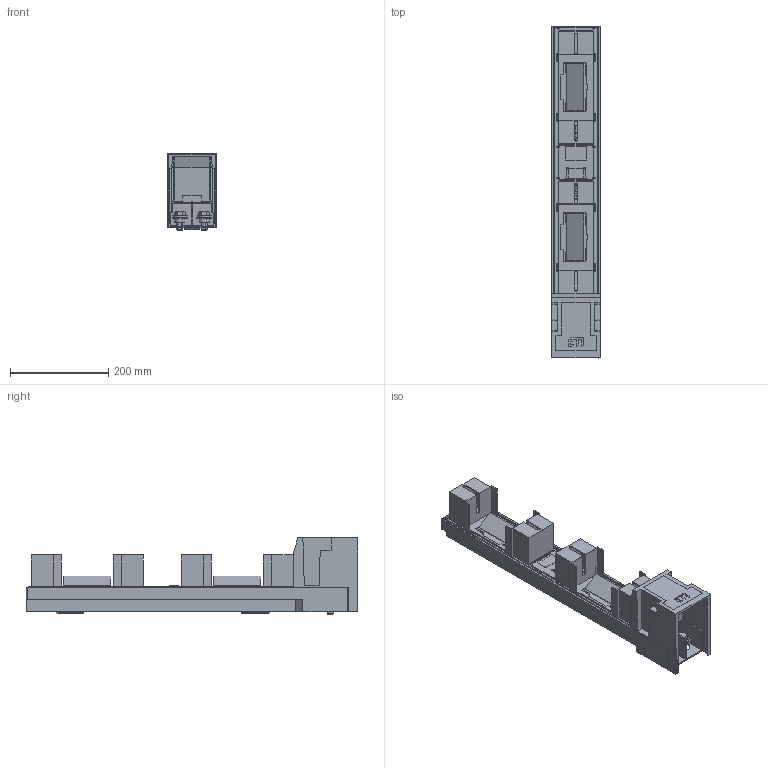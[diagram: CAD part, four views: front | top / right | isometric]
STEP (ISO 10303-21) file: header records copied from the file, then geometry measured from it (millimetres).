
FILE_DESCRIPTION((''),'2;1');
FILE_NAME('L2631850_L3631850_NH-SICHERUNGS_ASM','2021-05-13T',('marketing.praksa'),('Audax d.o.o.'),'CREO PARAMETRIC BY PTC INC, 2017480','CREO PARAMETRIC BY PTC INC, 2017480','');
FILE_SCHEMA(('AUTOMOTIVE_DESIGN { 1 0 10303 214 1 1 1 1 }'));
Length unit declared in the file: millimetre
Products named in the file (19): 34152_L_KONTAKTHAUBE_PV; 34154_L_BESCHRIFTUNGSFELDTRAEGE; 13176_BEZEICHNUNGSSCHILD; 33501_21_L_TRAEGERTEIL_SL123-2_; 54577_L_VERBINDUNGSWINKEL; 51260_L_VERBINDUNGSWINKEL; HAUPTKOERPER_NICHT_BENUTZEN_1_1; HAUPTKOERPER_NICHT_BENUTZEN_2_1; 804607_L_ANSCHLUSSSCHIENE_L1_L__ASM; HAUPTK_X2_00F6_X0_RPER_NI-22350; HAUPTK_X2_00F6_X0_RPER_NI-23164; 158013_01_L_ANSCHLUSSSCHIENE__1_ASM; 68219_HI_LO_DURO_PT_SCHRAUBE_5_; 61246_SETZMUTTER_M12_1_1; 66905_SPANNSCHEIBE_DIN_6796_1_1; 68276_SECHSKANTSCHRAUBE_M12X3_1; PRT9540; HJ; L2631850_L3631850_NH-SICHERUNGS_ASM
Assembly tree (23 placements, depth 3):
  L2631850_L3631850_NH-SICHERUNGS_ASM
    34152_L_KONTAKTHAUBE_PV  x2
    34154_L_BESCHRIFTUNGSFELDTRAEGE
    13176_BEZEICHNUNGSSCHILD
    33501_21_L_TRAEGERTEIL_SL123-2_
    54577_L_VERBINDUNGSWINKEL
    51260_L_VERBINDUNGSWINKEL
    804607_L_ANSCHLUSSSCHIENE_L1_L__ASM
      HAUPTKOERPER_NICHT_BENUTZEN_1_1
      HAUPTKOERPER_NICHT_BENUTZEN_2_1
    158013_01_L_ANSCHLUSSSCHIENE__1_ASM
      HAUPTK_X2_00F6_X0_RPER_NI-22350
      HAUPTK_X2_00F6_X0_RPER_NI-23164
    68219_HI_LO_DURO_PT_SCHRAUBE_5_  x2
    61246_SETZMUTTER_M12_1_1  x2
    66905_SPANNSCHEIBE_DIN_6796_1_1  x2
    68276_SECHSKANTSCHRAUBE_M12X3_1  x2
    PRT9540
    HJ
Bounding box: 99 x 674.5 x 155.05 mm (x, y, z)
Volume: 1725530.6 mm3; surface area: 690317.6 mm2
Topology: 23 solids, 23 shells, 1250 faces, 3555 edges, 2349 vertices
Faces by surface type: plane 1002, cylinder 208, cone 32, torus 4, bspline 4
Entity records: 51346 total; most frequent: CARTESIAN_POINT 6238, ORIENTED_EDGE 5704, DIRECTION 5300, PRESENTATION_STYLE_ASSIGNMENT 3877, STYLED_ITEM 3877, CURVE_STYLE 2852, EDGE_CURVE 2852, VECTOR 2424
